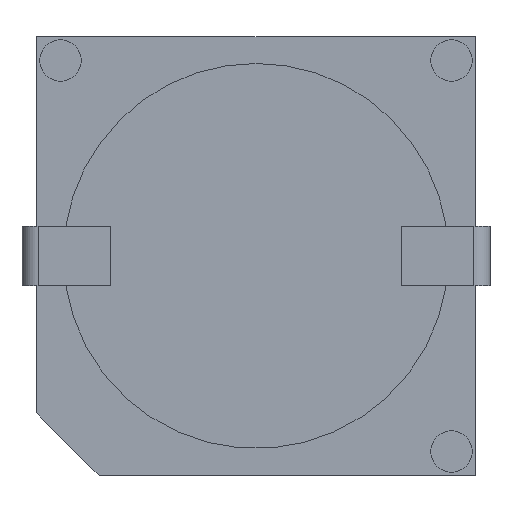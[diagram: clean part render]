
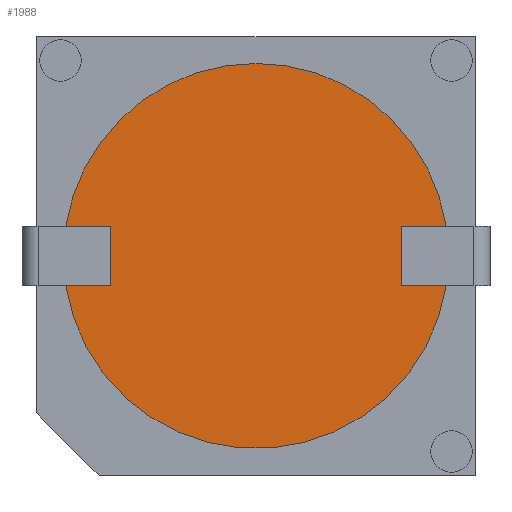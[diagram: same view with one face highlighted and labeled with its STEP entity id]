
A CAD part, front view. The second image highlights one B-rep face of the part: STEP entity #1988.
In plain terms, the highlighted planar face has unit normal (0, -1, 0).
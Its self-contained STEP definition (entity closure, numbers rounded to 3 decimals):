
#32 = ORIENTED_EDGE ( 'NONE', *, *, #1491, .F. ) ;
#79 = EDGE_CURVE ( 'NONE', #628, #501, #1629, .T. ) ;
#114 = DIRECTION ( 'NONE',  ( 0., 0., -1. ) ) ;
#128 = LINE ( 'NONE', #397, #1678 ) ;
#138 = EDGE_CURVE ( 'NONE', #735, #459, #1535, .T. ) ;
#188 = CARTESIAN_POINT ( 'NONE',  ( 0., -0.05, 0. ) ) ;
#190 = ORIENTED_EDGE ( 'NONE', *, *, #679, .T. ) ;
#206 = CARTESIAN_POINT ( 'NONE',  ( 0., -0.05, 0. ) ) ;
#217 = CARTESIAN_POINT ( 'NONE',  ( 4.9, -0.05, 0. ) ) ;
#229 = CARTESIAN_POINT ( 'NONE',  ( 4.9, -0.05, 1. ) ) ;
#242 = DIRECTION ( 'NONE',  ( 1., 0., 0. ) ) ;
#252 = LINE ( 'NONE', #1180, #340 ) ;
#263 = DIRECTION ( 'NONE',  ( 0., 0., -1. ) ) ;
#288 = CARTESIAN_POINT ( 'NONE',  ( -6.423, -0.05, -1. ) ) ;
#309 = EDGE_CURVE ( 'NONE', #585, #628, #1255, .T. ) ;
#340 = VECTOR ( 'NONE', #242, 1000. ) ;
#347 = DIRECTION ( 'NONE',  ( 0., 0., -1. ) ) ;
#384 = CARTESIAN_POINT ( 'NONE',  ( -4.9, -0.05, 1. ) ) ;
#397 = CARTESIAN_POINT ( 'NONE',  ( -4.9, -0.05, 0. ) ) ;
#417 = AXIS2_PLACEMENT_3D ( 'NONE', #1363, #1812, #919 ) ;
#425 = VERTEX_POINT ( 'NONE', #384 ) ;
#459 = VERTEX_POINT ( 'NONE', #837 ) ;
#484 = ORIENTED_EDGE ( 'NONE', *, *, #1361, .T. ) ;
#501 = VERTEX_POINT ( 'NONE', #1301 ) ;
#559 = CARTESIAN_POINT ( 'NONE',  ( 0., -0.05, 6.5 ) ) ;
#585 = VERTEX_POINT ( 'NONE', #1217 ) ;
#628 = VERTEX_POINT ( 'NONE', #288 ) ;
#679 = EDGE_CURVE ( 'NONE', #1230, #735, #684, .T. ) ;
#684 = LINE ( 'NONE', #217, #1742 ) ;
#735 = VERTEX_POINT ( 'NONE', #229 ) ;
#782 = VECTOR ( 'NONE', #914, 1000. ) ;
#813 = VECTOR ( 'NONE', #1153, 1000. ) ;
#822 = LINE ( 'NONE', #1803, #782 ) ;
#827 = VERTEX_POINT ( 'NONE', #1767 ) ;
#837 = CARTESIAN_POINT ( 'NONE',  ( 6.423, -0.05, 1. ) ) ;
#904 = ORIENTED_EDGE ( 'NONE', *, *, #968, .T. ) ;
#909 = CARTESIAN_POINT ( 'NONE',  ( 0., -0.05, 0. ) ) ;
#914 = DIRECTION ( 'NONE',  ( -1., 0., 0. ) ) ;
#919 = DIRECTION ( 'NONE',  ( 0., 0., -1. ) ) ;
#924 = EDGE_CURVE ( 'NONE', #459, #1152, #1717, .T. ) ;
#954 = ORIENTED_EDGE ( 'NONE', *, *, #309, .T. ) ;
#968 = EDGE_CURVE ( 'NONE', #1152, #827, #1679, .T. ) ;
#1061 = ORIENTED_EDGE ( 'NONE', *, *, #138, .T. ) ;
#1096 = VECTOR ( 'NONE', #1554, 1000. ) ;
#1128 = EDGE_LOOP ( 'NONE', ( #1584, #484, #954, #1525, #32, #190, #1061, #1825, #904 ) ) ;
#1152 = VERTEX_POINT ( 'NONE', #559 ) ;
#1153 = DIRECTION ( 'NONE',  ( -1., 0., 0. ) ) ;
#1160 = DIRECTION ( 'NONE',  ( 0., 0., 1. ) ) ;
#1174 = FACE_OUTER_BOUND ( 'NONE', #1128, .T. ) ;
#1180 = CARTESIAN_POINT ( 'NONE',  ( 0., -0.05, -1. ) ) ;
#1206 = PLANE ( 'NONE',  #417 ) ;
#1209 = DIRECTION ( 'NONE',  ( 0., -1., 0. ) ) ;
#1217 = CARTESIAN_POINT ( 'NONE',  ( -4.9, -0.05, -1. ) ) ;
#1230 = VERTEX_POINT ( 'NONE', #1871 ) ;
#1255 = LINE ( 'NONE', #1289, #813 ) ;
#1283 = DIRECTION ( 'NONE',  ( 0., -1., 0. ) ) ;
#1289 = CARTESIAN_POINT ( 'NONE',  ( 0., -0.05, -1. ) ) ;
#1299 = DIRECTION ( 'NONE',  ( 0., -1., 0. ) ) ;
#1301 = CARTESIAN_POINT ( 'NONE',  ( 6.423, -0.05, -1. ) ) ;
#1316 = DIRECTION ( 'NONE',  ( 0., 0., -1. ) ) ;
#1341 = AXIS2_PLACEMENT_3D ( 'NONE', #188, #1283, #347 ) ;
#1361 = EDGE_CURVE ( 'NONE', #425, #585, #128, .T. ) ;
#1363 = CARTESIAN_POINT ( 'NONE',  ( 0., -0.05, 0. ) ) ;
#1419 = CARTESIAN_POINT ( 'NONE',  ( 0., -0.05, 1. ) ) ;
#1491 = EDGE_CURVE ( 'NONE', #1230, #501, #252, .T. ) ;
#1525 = ORIENTED_EDGE ( 'NONE', *, *, #79, .T. ) ;
#1535 = LINE ( 'NONE', #1419, #1096 ) ;
#1554 = DIRECTION ( 'NONE',  ( 1., 0., 0. ) ) ;
#1584 = ORIENTED_EDGE ( 'NONE', *, *, #1969, .F. ) ;
#1629 = CIRCLE ( 'NONE', #1673, 6.5 ) ;
#1673 = AXIS2_PLACEMENT_3D ( 'NONE', #909, #1209, #114 ) ;
#1678 = VECTOR ( 'NONE', #1316, 1000. ) ;
#1679 = CIRCLE ( 'NONE', #1945, 6.5 ) ;
#1717 = CIRCLE ( 'NONE', #1341, 6.5 ) ;
#1742 = VECTOR ( 'NONE', #1160, 1000. ) ;
#1767 = CARTESIAN_POINT ( 'NONE',  ( -6.423, -0.05, 1. ) ) ;
#1803 = CARTESIAN_POINT ( 'NONE',  ( 0., -0.05, 1. ) ) ;
#1812 = DIRECTION ( 'NONE',  ( 0., -1., 0. ) ) ;
#1825 = ORIENTED_EDGE ( 'NONE', *, *, #924, .T. ) ;
#1871 = CARTESIAN_POINT ( 'NONE',  ( 4.9, -0.05, -1. ) ) ;
#1945 = AXIS2_PLACEMENT_3D ( 'NONE', #206, #1299, #263 ) ;
#1969 = EDGE_CURVE ( 'NONE', #425, #827, #822, .T. ) ;
#1988 = ADVANCED_FACE ( 'NONE', ( #1174 ), #1206, .T. ) ;
